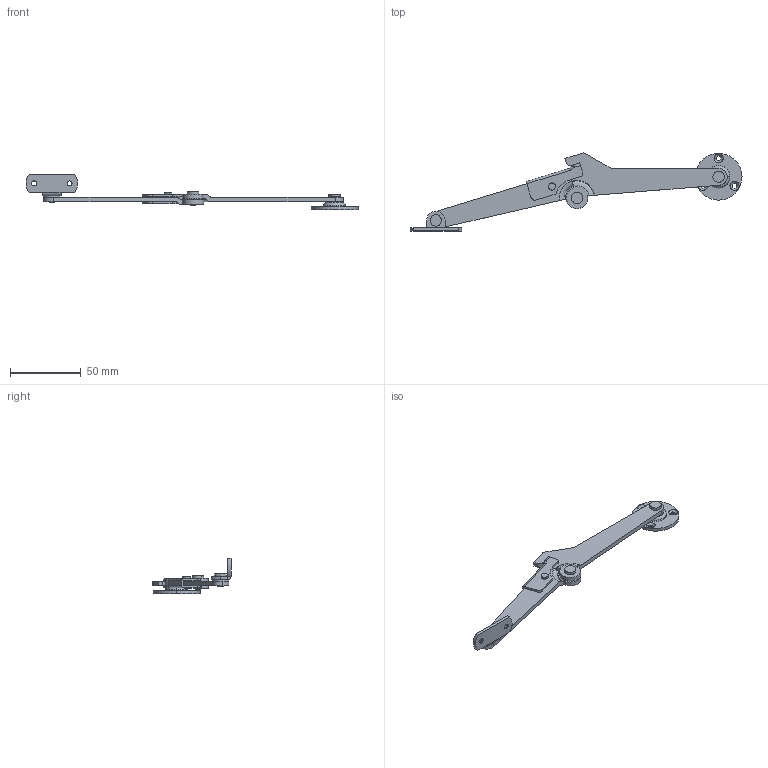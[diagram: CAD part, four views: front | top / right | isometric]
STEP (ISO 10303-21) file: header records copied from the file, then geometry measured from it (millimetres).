
FILE_DESCRIPTION (( 'STEP AP203' ), '1' );
FILE_NAME ('B-20-B-1-L.STEP', '2008-03-19T09:58:04', ( ' ' ), ( ' ' ), 'SwSTEP 2.0', 'SolidWorks 2007', '' );
FILE_SCHEMA (( 'CONFIG_CONTROL_DESIGN' ));
Length unit declared in the file: millimetre
Products named in the file (10): B-20-B-1 ナイロンワッシャー_ﾃﾞﾌｫﾙﾄ; B-20-B-1 ストッパー_ﾃﾞﾌｫﾙﾄ; B-20-B-1 スライダーカシメピン_公開用; B-20-B-1-L; B-20-B-1 A傾乕儉_-L梡傾乕儉; B-20-B-1 娵嵗_棉太倌; B-20-B-1 共通ピン_公開用; B-20-B-1 B傾乕儉_-L梡傾乕儉; B-20-B-1 L座ピン_公開用; B-20-B-1 L嵗_棉太倌
Assembly tree (12 placements, depth 2):
  B-20-B-1-L
    B-20-B-1 ナイロンワッシャー_ﾃﾞﾌｫﾙﾄ  x3
    B-20-B-1 ストッパー_ﾃﾞﾌｫﾙﾄ
    B-20-B-1 スライダーカシメピン_公開用
    B-20-B-1 L嵗_棉太倌
    B-20-B-1 A傾乕儉_-L梡傾乕儉
    B-20-B-1 共通ピン_公開用  x2
    B-20-B-1 娵嵗_棉太倌
    B-20-B-1 B傾乕儉_-L梡傾乕儉
    B-20-B-1 L座ピン_公開用
Bounding box: 234.47 x 55.13 x 25.1 mm (x, y, z)
Volume: 17639.3 mm3; surface area: 16921.4 mm2
Topology: 12 solids, 12 shells, 206 faces, 485 edges, 314 vertices
Faces by surface type: cylinder 102, plane 76, torus 14, cone 14
Entity records: 6693 total; most frequent: DIRECTION 1051, CARTESIAN_POINT 996, ORIENTED_EDGE 886, EDGE_CURVE 443, AXIS2_PLACEMENT_3D 419, VERTEX_POINT 286, EDGE_LOOP 223, CIRCLE 220
